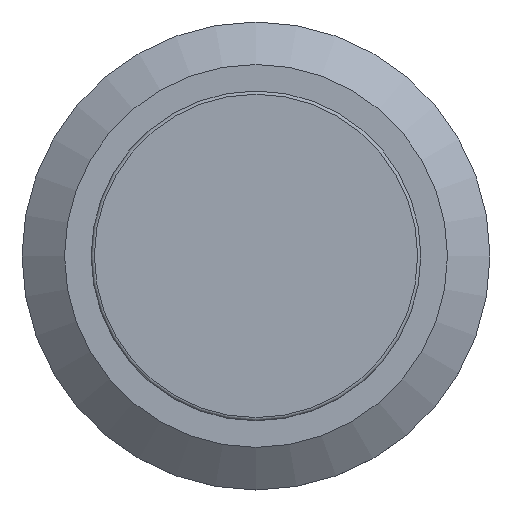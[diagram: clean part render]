
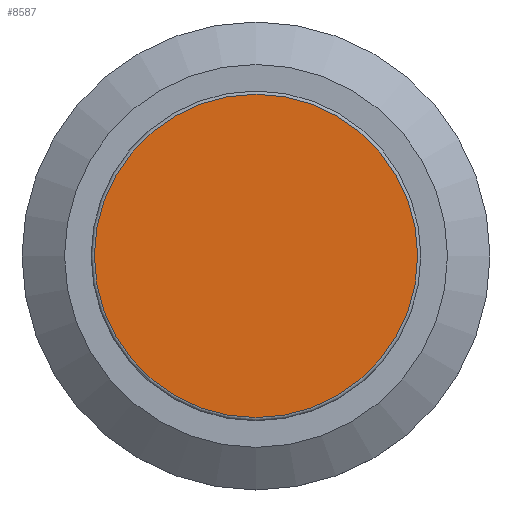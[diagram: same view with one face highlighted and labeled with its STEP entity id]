
A CAD part, top view. The second image highlights one B-rep face of the part: STEP entity #8587.
In plain terms, the highlighted planar face has unit normal (0, 0, 1).
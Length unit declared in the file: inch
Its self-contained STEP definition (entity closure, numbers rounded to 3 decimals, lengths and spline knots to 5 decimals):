
#8567=CARTESIAN_POINT('',(-0.29921,0.0,0.07874));
#8568=VERTEX_POINT('',#8567);
#8569=CARTESIAN_POINT('',(0.0,0.0,0.07874));
#8570=DIRECTION('',(0.0,0.0,-1.0));
#8571=DIRECTION('',(1.0,0.0,0.0));
#8572=AXIS2_PLACEMENT_3D('',#8569,#8570,#8571);
#8573=CIRCLE('',#8572,0.29921);
#8574=EDGE_CURVE('',#8568,#8568,#8573,.T.);
#8579=CARTESIAN_POINT('',(-0.32913,0.32913,0.07874));
#8580=DIRECTION('',(0.0,0.0,-1.0));
#8581=DIRECTION('',(-1.0,0.0,0.0));
#8582=AXIS2_PLACEMENT_3D('',#8579,#8580,#8581);
#8583=PLANE('',#8582);
#8584=ORIENTED_EDGE('',*,*,#8574,.F.);
#8585=EDGE_LOOP('',(#8584));
#8586=FACE_OUTER_BOUND('',#8585,.T.);
#8587=ADVANCED_FACE('',(#8586),#8583,.F.);
